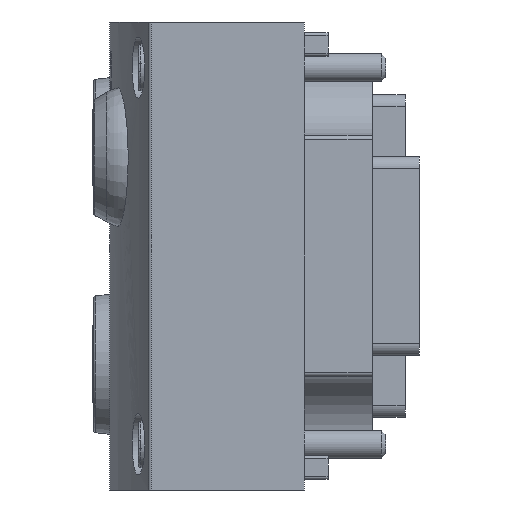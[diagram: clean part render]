
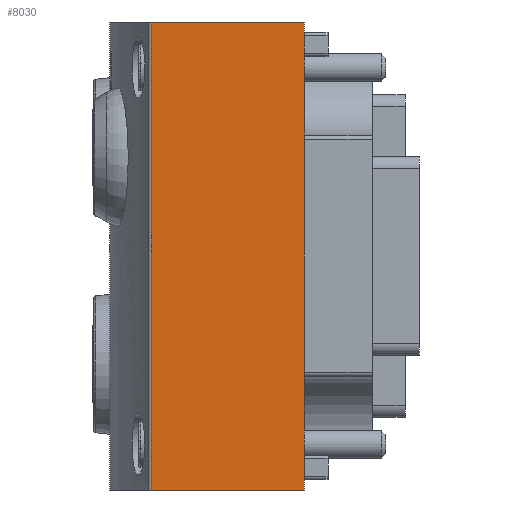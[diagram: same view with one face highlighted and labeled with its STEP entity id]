
A CAD part, left-side view. The second image highlights one B-rep face of the part: STEP entity #8030.
In plain terms, the highlighted planar face has unit normal (-1, 0, 0).
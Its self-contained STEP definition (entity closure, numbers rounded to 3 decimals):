
#100=PLANE('',#8663);
#1062=ORIENTED_EDGE('',*,*,#3395,.T.);
#1063=ORIENTED_EDGE('',*,*,#3396,.F.);
#1064=ORIENTED_EDGE('',*,*,#3397,.F.);
#1065=ORIENTED_EDGE('',*,*,#3393,.T.);
#3393=EDGE_CURVE('',#4557,#4556,#5276,.T.);
#3395=EDGE_CURVE('',#4556,#4558,#5277,.T.);
#3396=EDGE_CURVE('',#4559,#4558,#5278,.T.);
#3397=EDGE_CURVE('',#4557,#4559,#5279,.T.);
#4556=VERTEX_POINT('',#12569);
#4557=VERTEX_POINT('',#12571);
#4558=VERTEX_POINT('',#12575);
#4559=VERTEX_POINT('',#12577);
#5276=LINE('',#12570,#5984);
#5277=LINE('',#12574,#5985);
#5278=LINE('',#12576,#5986);
#5279=LINE('',#12578,#5987);
#5984=VECTOR('',#9793,1000.);
#5985=VECTOR('',#9798,1000.);
#5986=VECTOR('',#9799,1000.);
#5987=VECTOR('',#9800,1000.);
#6642=EDGE_LOOP('',(#1062,#1063,#1064,#1065));
#7258=FACE_BOUND('',#6642,.T.);
#8030=ADVANCED_FACE('',(#7258),#100,.F.);
#8663=AXIS2_PLACEMENT_3D('',#12573,#9796,#9797);
#9793=DIRECTION('',(0.,0.,-1.));
#9796=DIRECTION('',(1.,0.,0.));
#9797=DIRECTION('',(0.,0.,-1.));
#9798=DIRECTION('',(0.,-1.,0.));
#9799=DIRECTION('',(0.,0.,-1.));
#9800=DIRECTION('',(0.,-1.,0.));
#12569=CARTESIAN_POINT('',(-53.65,16.298,-24.85));
#12570=CARTESIAN_POINT('',(-53.65,16.298,24.85));
#12571=CARTESIAN_POINT('',(-53.65,16.298,24.85));
#12573=CARTESIAN_POINT('',(-53.65,16.298,24.85));
#12574=CARTESIAN_POINT('',(-53.65,16.298,-24.85));
#12575=CARTESIAN_POINT('',(-53.65,0.,-24.85));
#12576=CARTESIAN_POINT('',(-53.65,0.,24.85));
#12577=CARTESIAN_POINT('',(-53.65,0.,24.85));
#12578=CARTESIAN_POINT('',(-53.65,16.298,24.85));
